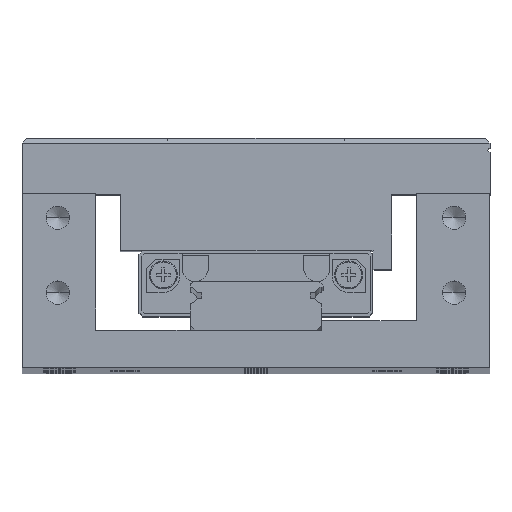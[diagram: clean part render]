
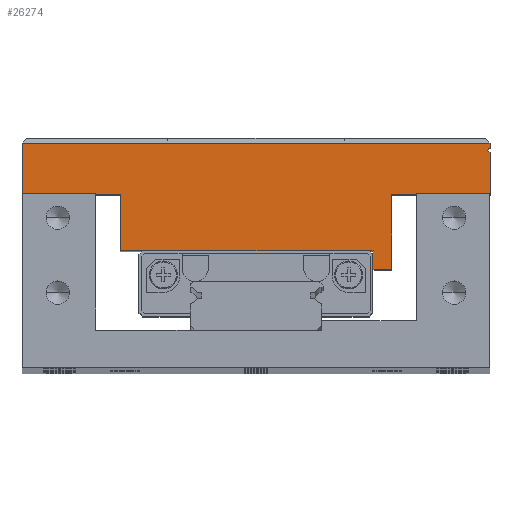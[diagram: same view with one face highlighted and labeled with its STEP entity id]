
A CAD part, top view. The second image highlights one B-rep face of the part: STEP entity #26274.
In plain terms, the highlighted face is planar.
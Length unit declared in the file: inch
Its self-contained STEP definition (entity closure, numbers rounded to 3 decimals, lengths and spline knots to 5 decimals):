
#198 = LINE ( 'NONE', #19923, #18829 ) ;
#424 = CARTESIAN_POINT ( 'NONE',  ( -1.24016, 0.51181, -1.01083 ) ) ;
#462 = LINE ( 'NONE', #5150, #5832 ) ;
#594 = DIRECTION ( 'NONE',  ( 0., 1., 0. ) ) ;
#741 = LINE ( 'NONE', #20462, #7063 ) ;
#1013 = CARTESIAN_POINT ( 'NONE',  ( -1.24016, 0.74803, -1.01083 ) ) ;
#1083 = CARTESIAN_POINT ( 'NONE',  ( -1.24016, 0.51181, -1.01083 ) ) ;
#2071 = DIRECTION ( 'NONE',  ( -1., 0., 0. ) ) ;
#2078 = CARTESIAN_POINT ( 'NONE',  ( -0.98425, 0.96457, -1.01083 ) ) ;
#2220 = CARTESIAN_POINT ( 'NONE',  ( -0.97441, 0.93504, -1.01083 ) ) ;
#2481 = EDGE_CURVE ( 'NONE', #15974, #31048, #25150, .T. ) ;
#3024 = EDGE_CURVE ( 'NONE', #23601, #31048, #10743, .T. ) ;
#3395 = CARTESIAN_POINT ( 'NONE',  ( -0.98425, 0.9252, -1.01083 ) ) ;
#3979 = ORIENTED_EDGE ( 'NONE', *, *, #21528, .T. ) ;
#4101 = CARTESIAN_POINT ( 'NONE',  ( 0.98425, 0.74803, -1.01083 ) ) ;
#4340 = LINE ( 'NONE', #14209, #17479 ) ;
#4537 = VECTOR ( 'NONE', #27850, 39.37008 ) ;
#4812 = ORIENTED_EDGE ( 'NONE', *, *, #16841, .T. ) ;
#5113 = DIRECTION ( 'NONE',  ( -1., 0., 0. ) ) ;
#5150 = CARTESIAN_POINT ( 'NONE',  ( -1.24016, 0.51181, -1.01083 ) ) ;
#5223 = DIRECTION ( 'NONE',  ( 0., 1., 0. ) ) ;
#5742 = LINE ( 'NONE', #18202, #21477 ) ;
#5803 = DIRECTION ( 'NONE',  ( -1., 0., 0. ) ) ;
#5832 = VECTOR ( 'NONE', #5803, 39.37008 ) ;
#5926 = LINE ( 'NONE', #1083, #17384 ) ;
#6230 = ORIENTED_EDGE ( 'NONE', *, *, #8938, .T. ) ;
#6257 = DIRECTION ( 'NONE',  ( -1., 0., 0. ) ) ;
#6844 = CARTESIAN_POINT ( 'NONE',  ( -0.49213, 0.51181, -1.01083 ) ) ;
#7063 = VECTOR ( 'NONE', #594, 39.37008 ) ;
#7361 = DIRECTION ( 'NONE',  ( -0.707, 0.707, 0. ) ) ;
#7433 = VECTOR ( 'NONE', #8358, 39.37008 ) ;
#7512 = EDGE_CURVE ( 'NONE', #24425, #15974, #462, .T. ) ;
#8125 = CARTESIAN_POINT ( 'NONE',  ( -0.57087, 0.98425, -1.01083 ) ) ;
#8358 = DIRECTION ( 'NONE',  ( 0.707, 0.707, 0. ) ) ;
#8378 = VERTEX_POINT ( 'NONE', #27115 ) ;
#8892 = EDGE_CURVE ( 'NONE', #29057, #30002, #21762, .T. ) ;
#8936 = CARTESIAN_POINT ( 'NONE',  ( -0.49213, 0.43307, -1.01083 ) ) ;
#8938 = EDGE_CURVE ( 'NONE', #31779, #27129, #5742, .T. ) ;
#9166 = VECTOR ( 'NONE', #10431, 39.37008 ) ;
#9291 = VERTEX_POINT ( 'NONE', #14449 ) ;
#9521 = VERTEX_POINT ( 'NONE', #8936 ) ;
#9955 = DIRECTION ( 'NONE',  ( -1., 0., 0. ) ) ;
#10431 = DIRECTION ( 'NONE',  ( 0., -1., 0. ) ) ;
#10743 = LINE ( 'NONE', #20593, #30961 ) ;
#10823 = ORIENTED_EDGE ( 'NONE', *, *, #21102, .T. ) ;
#11062 = DIRECTION ( 'NONE',  ( 0., 1., 0. ) ) ;
#11459 = EDGE_LOOP ( 'NONE', ( #25726, #21764, #29248, #30422, #4812, #11958, #13170, #18347, #14111, #18327, #18876, #10823, #3979, #25026, #6230, #11589 ) ) ;
#11589 = ORIENTED_EDGE ( 'NONE', *, *, #18365, .T. ) ;
#11913 = LINE ( 'NONE', #19192, #13897 ) ;
#11958 = ORIENTED_EDGE ( 'NONE', *, *, #20009, .T. ) ;
#12066 = CARTESIAN_POINT ( 'NONE',  ( -0.97441, 0.93504, -1.01083 ) ) ;
#12447 = PLANE ( 'NONE',  #25922 ) ;
#12859 = CARTESIAN_POINT ( 'NONE',  ( 0.57087, 0.98425, -1.01083 ) ) ;
#13170 = ORIENTED_EDGE ( 'NONE', *, *, #30430, .T. ) ;
#13452 = CARTESIAN_POINT ( 'NONE',  ( 0.57087, 0.74803, -1.01083 ) ) ;
#13554 = VERTEX_POINT ( 'NONE', #4101 ) ;
#13853 = EDGE_CURVE ( 'NONE', #31779, #9291, #17999, .T. ) ;
#13897 = VECTOR ( 'NONE', #9955, 39.37008 ) ;
#14111 = ORIENTED_EDGE ( 'NONE', *, *, #2481, .T. ) ;
#14209 = CARTESIAN_POINT ( 'NONE',  ( -1.24016, 0.43307, -1.01083 ) ) ;
#14408 = VECTOR ( 'NONE', #20093, 39.37008 ) ;
#14449 = CARTESIAN_POINT ( 'NONE',  ( -0.57087, 0.74803, -1.01083 ) ) ;
#14672 = CARTESIAN_POINT ( 'NONE',  ( 0.57087, 0.51181, -1.01083 ) ) ;
#15415 = VECTOR ( 'NONE', #15474, 39.37008 ) ;
#15443 = VERTEX_POINT ( 'NONE', #22413 ) ;
#15474 = DIRECTION ( 'NONE',  ( 0., -1., 0. ) ) ;
#15974 = VERTEX_POINT ( 'NONE', #31234 ) ;
#16663 = CARTESIAN_POINT ( 'NONE',  ( -1.24016, 0.98425, -1.01083 ) ) ;
#16841 = EDGE_CURVE ( 'NONE', #13554, #22585, #11913, .T. ) ;
#17384 = VECTOR ( 'NONE', #6257, 39.37008 ) ;
#17479 = VECTOR ( 'NONE', #2071, 39.37008 ) ;
#17527 = EDGE_CURVE ( 'NONE', #30002, #17752, #198, .T. ) ;
#17752 = VERTEX_POINT ( 'NONE', #2078 ) ;
#17889 = CARTESIAN_POINT ( 'NONE',  ( -0.98425, 0.9252, -1.01083 ) ) ;
#17892 = CARTESIAN_POINT ( 'NONE',  ( -0.49213, 0.49606, -1.01083 ) ) ;
#17999 = LINE ( 'NONE', #1013, #4537 ) ;
#18202 = CARTESIAN_POINT ( 'NONE',  ( -0.98425, 0.98425, -1.01083 ) ) ;
#18327 = ORIENTED_EDGE ( 'NONE', *, *, #3024, .F. ) ;
#18347 = ORIENTED_EDGE ( 'NONE', *, *, #7512, .T. ) ;
#18365 = EDGE_CURVE ( 'NONE', #27129, #29057, #27592, .T. ) ;
#18829 = VECTOR ( 'NONE', #5223, 39.37008 ) ;
#18876 = ORIENTED_EDGE ( 'NONE', *, *, #24579, .T. ) ;
#19192 = CARTESIAN_POINT ( 'NONE',  ( -1.24016, 0.74803, -1.01083 ) ) ;
#19221 = CARTESIAN_POINT ( 'NONE',  ( 0.47638, 0.51181, -1.01083 ) ) ;
#19388 = DIRECTION ( 'NONE',  ( 0., 0., -1. ) ) ;
#19923 = CARTESIAN_POINT ( 'NONE',  ( -0.98425, 0.01969, -1.01083 ) ) ;
#19985 = CARTESIAN_POINT ( 'NONE',  ( -1.24016, 0.96457, -1.01083 ) ) ;
#20009 = EDGE_CURVE ( 'NONE', #22585, #30162, #28203, .T. ) ;
#20093 = DIRECTION ( 'NONE',  ( 0., 1., 0. ) ) ;
#20462 = CARTESIAN_POINT ( 'NONE',  ( 0.98425, 0.01969, -1.01083 ) ) ;
#20577 = LINE ( 'NONE', #8125, #14408 ) ;
#20593 = CARTESIAN_POINT ( 'NONE',  ( -0.49213, 0.01969, -1.01083 ) ) ;
#20607 = DIRECTION ( 'NONE',  ( 0., 1., 0. ) ) ;
#21102 = EDGE_CURVE ( 'NONE', #9521, #15443, #4340, .T. ) ;
#21477 = VECTOR ( 'NONE', #20607, 39.37008 ) ;
#21528 = EDGE_CURVE ( 'NONE', #15443, #9291, #20577, .T. ) ;
#21587 = CARTESIAN_POINT ( 'NONE',  ( -0.49213, 0.49606, -1.01083 ) ) ;
#21762 = LINE ( 'NONE', #12066, #30778 ) ;
#21764 = ORIENTED_EDGE ( 'NONE', *, *, #17527, .T. ) ;
#22263 = LINE ( 'NONE', #17892, #15415 ) ;
#22413 = CARTESIAN_POINT ( 'NONE',  ( -0.57087, 0.43307, -1.01083 ) ) ;
#22585 = VERTEX_POINT ( 'NONE', #13452 ) ;
#22740 = DIRECTION ( 'NONE',  ( 1., 0., 0. ) ) ;
#22898 = LINE ( 'NONE', #19985, #29278 ) ;
#23278 = EDGE_CURVE ( 'NONE', #17752, #8378, #22898, .T. ) ;
#23601 = VERTEX_POINT ( 'NONE', #21587 ) ;
#24425 = VERTEX_POINT ( 'NONE', #19221 ) ;
#24579 = EDGE_CURVE ( 'NONE', #23601, #9521, #22263, .T. ) ;
#24660 = VECTOR ( 'NONE', #5113, 39.37008 ) ;
#25026 = ORIENTED_EDGE ( 'NONE', *, *, #13853, .F. ) ;
#25150 = LINE ( 'NONE', #424, #24660 ) ;
#25690 = CARTESIAN_POINT ( 'NONE',  ( -0.98425, 0.94488, -1.01083 ) ) ;
#25726 = ORIENTED_EDGE ( 'NONE', *, *, #8892, .T. ) ;
#25922 = AXIS2_PLACEMENT_3D ( 'NONE', #16663, #19388, #29246 ) ;
#26274 = ADVANCED_FACE ( 'NONE', ( #29419 ), #12447, .T. ) ;
#26602 = CARTESIAN_POINT ( 'NONE',  ( -0.98425, 0.74803, -1.01083 ) ) ;
#27115 = CARTESIAN_POINT ( 'NONE',  ( 0.98425, 0.96457, -1.01083 ) ) ;
#27129 = VERTEX_POINT ( 'NONE', #3395 ) ;
#27592 = LINE ( 'NONE', #17889, #7433 ) ;
#27850 = DIRECTION ( 'NONE',  ( 1., 0., 0. ) ) ;
#28203 = LINE ( 'NONE', #12859, #9166 ) ;
#29057 = VERTEX_POINT ( 'NONE', #2220 ) ;
#29246 = DIRECTION ( 'NONE',  ( -1., 0., 0. ) ) ;
#29248 = ORIENTED_EDGE ( 'NONE', *, *, #23278, .T. ) ;
#29278 = VECTOR ( 'NONE', #22740, 39.37008 ) ;
#29419 = FACE_OUTER_BOUND ( 'NONE', #11459, .T. ) ;
#30002 = VERTEX_POINT ( 'NONE', #25690 ) ;
#30162 = VERTEX_POINT ( 'NONE', #14672 ) ;
#30311 = EDGE_CURVE ( 'NONE', #13554, #8378, #741, .T. ) ;
#30422 = ORIENTED_EDGE ( 'NONE', *, *, #30311, .F. ) ;
#30430 = EDGE_CURVE ( 'NONE', #30162, #24425, #5926, .T. ) ;
#30778 = VECTOR ( 'NONE', #7361, 39.37008 ) ;
#30961 = VECTOR ( 'NONE', #11062, 39.37008 ) ;
#31048 = VERTEX_POINT ( 'NONE', #6844 ) ;
#31234 = CARTESIAN_POINT ( 'NONE',  ( -0.47638, 0.51181, -1.01083 ) ) ;
#31779 = VERTEX_POINT ( 'NONE', #26602 ) ;
